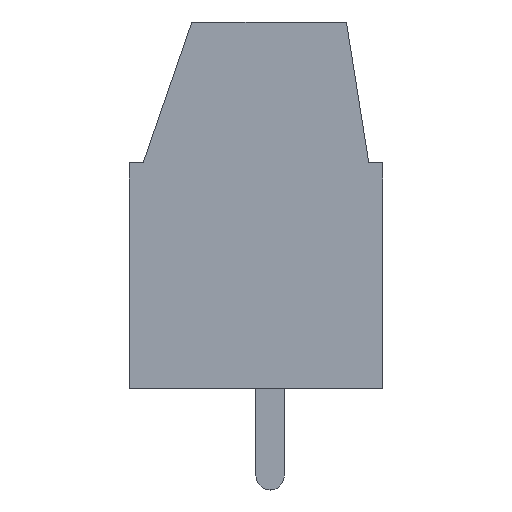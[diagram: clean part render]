
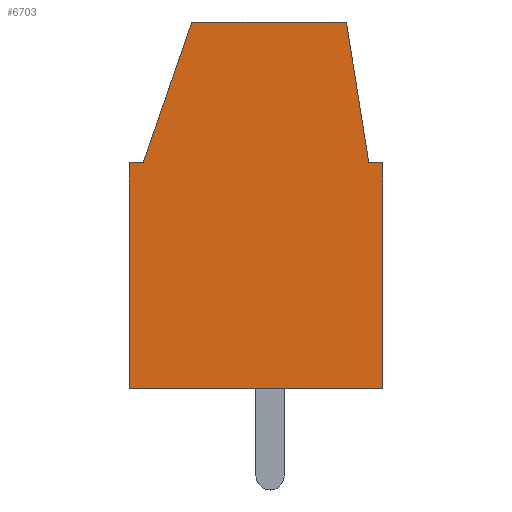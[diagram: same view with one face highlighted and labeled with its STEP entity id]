
A CAD part, left-side view. The second image highlights one B-rep face of the part: STEP entity #6703.
In plain terms, the highlighted face is planar.
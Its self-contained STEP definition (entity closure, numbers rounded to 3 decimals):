
#758=ORIENTED_EDGE('',*,*,#1786,.F.);
#759=ORIENTED_EDGE('',*,*,#1797,.T.);
#760=ORIENTED_EDGE('',*,*,#2013,.T.);
#761=ORIENTED_EDGE('',*,*,#1782,.T.);
#762=ORIENTED_EDGE('',*,*,#2022,.T.);
#763=ORIENTED_EDGE('',*,*,#2006,.T.);
#764=ORIENTED_EDGE('',*,*,#1777,.F.);
#765=ORIENTED_EDGE('',*,*,#1921,.F.);
#1777=EDGE_CURVE('',#2527,#2525,#3022,.T.);
#1782=EDGE_CURVE('',#2529,#2532,#3026,.T.);
#1786=EDGE_CURVE('',#2536,#2537,#3030,.T.);
#1797=EDGE_CURVE('',#2536,#2546,#3041,.T.);
#1921=EDGE_CURVE('',#2537,#2527,#3141,.T.);
#2006=EDGE_CURVE('',#2685,#2525,#3202,.T.);
#2013=EDGE_CURVE('',#2546,#2529,#3208,.T.);
#2022=EDGE_CURVE('',#2532,#2685,#3216,.T.);
#2525=VERTEX_POINT('',#8666);
#2527=VERTEX_POINT('',#8670);
#2529=VERTEX_POINT('',#8676);
#2532=VERTEX_POINT('',#8681);
#2536=VERTEX_POINT('',#8690);
#2537=VERTEX_POINT('',#8692);
#2546=VERTEX_POINT('',#8712);
#2685=VERTEX_POINT('',#9360);
#3022=LINE('',#8671,#3616);
#3026=LINE('',#8682,#3620);
#3030=LINE('',#8691,#3624);
#3041=LINE('',#8713,#3635);
#3141=LINE('',#9024,#3735);
#3202=LINE('',#9359,#3796);
#3208=LINE('',#9374,#3802);
#3216=LINE('',#9394,#3810);
#3616=VECTOR('',#7285,1000.);
#3620=VECTOR('',#7293,1000.);
#3624=VECTOR('',#7299,1000.);
#3635=VECTOR('',#7312,1000.);
#3735=VECTOR('',#7518,1000.);
#3796=VECTOR('',#7673,1000.);
#3802=VECTOR('',#7693,1000.);
#3810=VECTOR('',#7721,1000.);
#4290=EDGE_LOOP('',(#758,#759,#760,#761,#762,#763,#764,#765));
#4545=FACE_BOUND('',#4290,.T.);
#4775=PLANE('',#7011);
#6703=ADVANCED_FACE('',(#4545),#4775,.T.);
#7011=AXIS2_PLACEMENT_3D('',#9400,#7732,#7733);
#7285=DIRECTION('',(0.,1.,0.));
#7293=DIRECTION('',(-1.,0.,0.));
#7299=DIRECTION('',(0.,-1.,0.));
#7312=DIRECTION('',(-1.,0.,0.));
#7518=DIRECTION('',(-1.,0.,0.));
#7673=DIRECTION('',(-1.,0.,0.));
#7693=DIRECTION('',(-0.156,0.988,0.));
#7721=DIRECTION('',(-0.326,-0.946,0.));
#7732=DIRECTION('',(0.,0.,1.));
#7733=DIRECTION('',(1.,0.,0.));
#8666=CARTESIAN_POINT('',(-5.,8.,0.));
#8670=CARTESIAN_POINT('',(-5.,0.,0.));
#8671=CARTESIAN_POINT('',(-5.,0.,0.));
#8676=CARTESIAN_POINT('',(2.708,13.,0.));
#8681=CARTESIAN_POINT('',(-2.778,13.,0.));
#8682=CARTESIAN_POINT('',(0.,13.,0.));
#8690=CARTESIAN_POINT('',(4.,8.,0.));
#8691=CARTESIAN_POINT('',(4.,0.,0.));
#8692=CARTESIAN_POINT('',(4.,0.,0.));
#8712=CARTESIAN_POINT('',(3.5,8.,0.));
#8713=CARTESIAN_POINT('',(0.,8.,0.));
#9024=CARTESIAN_POINT('',(0.,0.,0.));
#9359=CARTESIAN_POINT('',(0.,8.,0.));
#9360=CARTESIAN_POINT('',(-4.5,8.,0.));
#9374=CARTESIAN_POINT('',(4.767,0.,0.));
#9394=CARTESIAN_POINT('',(-7.255,0.,0.));
#9400=CARTESIAN_POINT('',(-4.433,0.923,0.));
